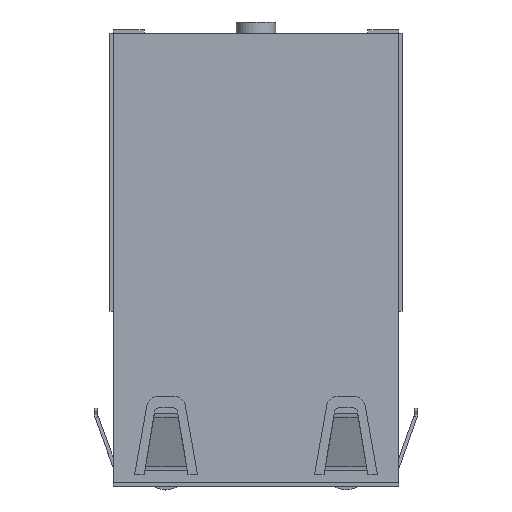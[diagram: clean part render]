
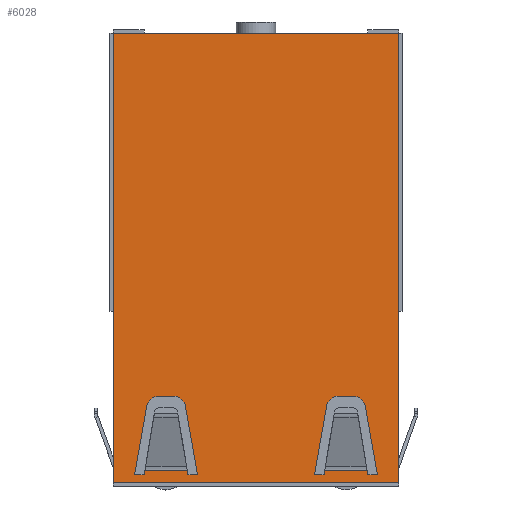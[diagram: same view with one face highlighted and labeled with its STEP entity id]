
A CAD part, top view. The second image highlights one B-rep face of the part: STEP entity #6028.
In plain terms, the highlighted free-form (B-spline) face has degree [1, 1] with [2, 2] control points.
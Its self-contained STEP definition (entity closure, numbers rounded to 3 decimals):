
#4882=CARTESIAN_POINT('',(-3.342,-21.67,7.378));
#4883=VERTEX_POINT('',#4882);
#4884=CARTESIAN_POINT('',(-3.89,-21.67,7.378));
#4885=VERTEX_POINT('',#4884);
#4886=CARTESIAN_POINT('',(-3.342,-21.67,7.378));
#4887=DIRECTION('',(-1.0,0.0,0.0));
#4888=VECTOR('',#4887,0.548);
#4889=LINE('',#4886,#4888);
#4890=EDGE_CURVE('',#4883,#4885,#4889,.T.);
#4922=CARTESIAN_POINT('',(-3.921,-21.42,7.378));
#4923=VERTEX_POINT('',#4922);
#4924=CARTESIAN_POINT('',(-3.89,-21.67,7.378));
#4925=DIRECTION('',(-0.124,0.992,0.0));
#4926=VECTOR('',#4925,0.252);
#4927=LINE('',#4924,#4926);
#4928=EDGE_CURVE('',#4885,#4923,#4927,.T.);
#4953=CARTESIAN_POINT('',(-6.359,-21.42,7.378));
#4954=VERTEX_POINT('',#4953);
#4955=CARTESIAN_POINT('',(-3.921,-21.42,7.378));
#4956=DIRECTION('',(-1.0,0.0,0.0));
#4957=VECTOR('',#4956,2.438);
#4958=LINE('',#4955,#4957);
#4959=EDGE_CURVE('',#4923,#4954,#4958,.T.);
#4984=CARTESIAN_POINT('',(-6.39,-21.67,7.378));
#4985=VERTEX_POINT('',#4984);
#4986=CARTESIAN_POINT('',(-6.359,-21.42,7.378));
#4987=DIRECTION('',(-0.124,-0.992,0.0));
#4988=VECTOR('',#4987,0.252);
#4989=LINE('',#4986,#4988);
#4990=EDGE_CURVE('',#4954,#4985,#4989,.T.);
#5015=CARTESIAN_POINT('',(-6.938,-21.67,7.378));
#5016=VERTEX_POINT('',#5015);
#5017=CARTESIAN_POINT('',(-6.39,-21.67,7.378));
#5018=DIRECTION('',(-1.0,0.0,0.0));
#5019=VECTOR('',#5018,0.548);
#5020=LINE('',#5017,#5019);
#5021=EDGE_CURVE('',#4985,#5016,#5020,.T.);
#5046=CARTESIAN_POINT('',(-6.257,-17.79,7.378));
#5047=VERTEX_POINT('',#5046);
#5048=CARTESIAN_POINT('',(-6.938,-21.67,7.378));
#5049=DIRECTION('',(0.173,0.985,0.0));
#5050=VECTOR('',#5049,3.939);
#5051=LINE('',#5048,#5050);
#5052=EDGE_CURVE('',#5016,#5047,#5051,.T.);
#5077=CARTESIAN_POINT('',(-5.519,-17.17,7.378));
#5078=VERTEX_POINT('',#5077);
#5079=CARTESIAN_POINT('',(-5.519,-17.92,7.378));
#5080=DIRECTION('',(0.0,0.0,-1.0));
#5081=DIRECTION('',(-0.643,0.766,0.0));
#5082=AXIS2_PLACEMENT_3D('',#5079,#5080,#5081);
#5083=CIRCLE('',#5082,0.75);
#5084=EDGE_CURVE('',#5047,#5078,#5083,.T.);
#5110=CARTESIAN_POINT('',(-4.761,-17.17,7.378));
#5111=VERTEX_POINT('',#5110);
#5112=CARTESIAN_POINT('',(-5.519,-17.17,7.378));
#5113=DIRECTION('',(1.0,0.0,0.0));
#5114=VECTOR('',#5113,0.758);
#5115=LINE('',#5112,#5114);
#5116=EDGE_CURVE('',#5078,#5111,#5115,.T.);
#5141=CARTESIAN_POINT('',(-4.023,-17.79,7.378));
#5142=VERTEX_POINT('',#5141);
#5143=CARTESIAN_POINT('',(-4.761,-17.92,7.378));
#5144=DIRECTION('',(0.0,0.0,-1.0));
#5145=DIRECTION('',(0.643,0.766,0.0));
#5146=AXIS2_PLACEMENT_3D('',#5143,#5144,#5145);
#5147=CIRCLE('',#5146,0.75);
#5148=EDGE_CURVE('',#5111,#5142,#5147,.T.);
#5174=CARTESIAN_POINT('',(-4.023,-17.79,7.378));
#5175=DIRECTION('',(0.173,-0.985,0.0));
#5176=VECTOR('',#5175,3.939);
#5177=LINE('',#5174,#5176);
#5178=EDGE_CURVE('',#5142,#4883,#5177,.T.);
#5196=CARTESIAN_POINT('',(6.938,-21.67,7.378));
#5197=VERTEX_POINT('',#5196);
#5198=CARTESIAN_POINT('',(6.39,-21.67,7.378));
#5199=VERTEX_POINT('',#5198);
#5200=CARTESIAN_POINT('',(6.938,-21.67,7.378));
#5201=DIRECTION('',(-1.0,0.0,0.0));
#5202=VECTOR('',#5201,0.548);
#5203=LINE('',#5200,#5202);
#5204=EDGE_CURVE('',#5197,#5199,#5203,.T.);
#5236=CARTESIAN_POINT('',(6.359,-21.42,7.378));
#5237=VERTEX_POINT('',#5236);
#5238=CARTESIAN_POINT('',(6.39,-21.67,7.378));
#5239=DIRECTION('',(-0.124,0.992,0.0));
#5240=VECTOR('',#5239,0.252);
#5241=LINE('',#5238,#5240);
#5242=EDGE_CURVE('',#5199,#5237,#5241,.T.);
#5267=CARTESIAN_POINT('',(3.921,-21.42,7.378));
#5268=VERTEX_POINT('',#5267);
#5269=CARTESIAN_POINT('',(6.359,-21.42,7.378));
#5270=DIRECTION('',(-1.0,0.0,0.0));
#5271=VECTOR('',#5270,2.438);
#5272=LINE('',#5269,#5271);
#5273=EDGE_CURVE('',#5237,#5268,#5272,.T.);
#5298=CARTESIAN_POINT('',(3.89,-21.67,7.378));
#5299=VERTEX_POINT('',#5298);
#5300=CARTESIAN_POINT('',(3.921,-21.42,7.378));
#5301=DIRECTION('',(-0.124,-0.992,0.0));
#5302=VECTOR('',#5301,0.252);
#5303=LINE('',#5300,#5302);
#5304=EDGE_CURVE('',#5268,#5299,#5303,.T.);
#5329=CARTESIAN_POINT('',(3.342,-21.67,7.378));
#5330=VERTEX_POINT('',#5329);
#5331=CARTESIAN_POINT('',(3.89,-21.67,7.378));
#5332=DIRECTION('',(-1.0,0.0,0.0));
#5333=VECTOR('',#5332,0.548);
#5334=LINE('',#5331,#5333);
#5335=EDGE_CURVE('',#5299,#5330,#5334,.T.);
#5360=CARTESIAN_POINT('',(4.023,-17.79,7.378));
#5361=VERTEX_POINT('',#5360);
#5362=CARTESIAN_POINT('',(3.342,-21.67,7.378));
#5363=DIRECTION('',(0.173,0.985,0.0));
#5364=VECTOR('',#5363,3.939);
#5365=LINE('',#5362,#5364);
#5366=EDGE_CURVE('',#5330,#5361,#5365,.T.);
#5391=CARTESIAN_POINT('',(4.761,-17.17,7.378));
#5392=VERTEX_POINT('',#5391);
#5393=CARTESIAN_POINT('',(4.761,-17.92,7.378));
#5394=DIRECTION('',(0.0,0.0,-1.0));
#5395=DIRECTION('',(-0.643,0.766,0.0));
#5396=AXIS2_PLACEMENT_3D('',#5393,#5394,#5395);
#5397=CIRCLE('',#5396,0.75);
#5398=EDGE_CURVE('',#5361,#5392,#5397,.T.);
#5424=CARTESIAN_POINT('',(5.519,-17.17,7.378));
#5425=VERTEX_POINT('',#5424);
#5426=CARTESIAN_POINT('',(4.761,-17.17,7.378));
#5427=DIRECTION('',(1.0,0.0,0.0));
#5428=VECTOR('',#5427,0.758);
#5429=LINE('',#5426,#5428);
#5430=EDGE_CURVE('',#5392,#5425,#5429,.T.);
#5455=CARTESIAN_POINT('',(6.257,-17.79,7.378));
#5456=VERTEX_POINT('',#5455);
#5457=CARTESIAN_POINT('',(5.519,-17.92,7.378));
#5458=DIRECTION('',(0.0,0.0,-1.0));
#5459=DIRECTION('',(0.643,0.766,0.0));
#5460=AXIS2_PLACEMENT_3D('',#5457,#5458,#5459);
#5461=CIRCLE('',#5460,0.75);
#5462=EDGE_CURVE('',#5425,#5456,#5461,.T.);
#5488=CARTESIAN_POINT('',(6.257,-17.79,7.378));
#5489=DIRECTION('',(0.173,-0.985,0.0));
#5490=VECTOR('',#5489,3.939);
#5491=LINE('',#5488,#5490);
#5492=EDGE_CURVE('',#5456,#5197,#5491,.T.);
#5901=CARTESIAN_POINT('',(8.145,-22.12,7.378));
#5902=VERTEX_POINT('',#5901);
#5909=CARTESIAN_POINT('',(-8.145,-22.12,7.378));
#5910=VERTEX_POINT('',#5909);
#5911=CARTESIAN_POINT('',(8.145,-22.12,7.378));
#5912=DIRECTION('',(-1.0,0.0,0.0));
#5913=VECTOR('',#5912,16.29);
#5914=LINE('',#5911,#5913);
#5915=EDGE_CURVE('',#5902,#5910,#5914,.T.);
#5974=CARTESIAN_POINT('',(8.145,-22.12,7.378));
#5975=CARTESIAN_POINT('',(-8.145,-22.12,7.378));
#5976=CARTESIAN_POINT('',(8.145,3.58,7.378));
#5977=CARTESIAN_POINT('',(-8.145,3.58,7.378));
#5978=B_SPLINE_SURFACE_WITH_KNOTS('',1,1,((#5974,#5976),(#5975,#5977)),.UNSPECIFIED.,.F.,.F.,.U.,(2,2),(2,2),(0.0,16.29),(0.0,25.7),.UNSPECIFIED.);
#5979=ORIENTED_EDGE('',*,*,#5915,.F.);
#5980=CARTESIAN_POINT('',(8.145,3.58,7.378));
#5981=VERTEX_POINT('',#5980);
#5982=CARTESIAN_POINT('',(8.145,3.58,7.378));
#5983=DIRECTION('',(0.0,-1.0,0.0));
#5984=VECTOR('',#5983,25.7);
#5985=LINE('',#5982,#5984);
#5986=EDGE_CURVE('',#5981,#5902,#5985,.T.);
#5987=ORIENTED_EDGE('',*,*,#5986,.F.);
#5988=CARTESIAN_POINT('',(-8.145,3.58,7.378));
#5989=VERTEX_POINT('',#5988);
#5990=CARTESIAN_POINT('',(-8.145,3.58,7.378));
#5991=DIRECTION('',(1.0,0.0,0.0));
#5992=VECTOR('',#5991,16.29);
#5993=LINE('',#5990,#5992);
#5994=EDGE_CURVE('',#5989,#5981,#5993,.T.);
#5995=ORIENTED_EDGE('',*,*,#5994,.F.);
#5996=CARTESIAN_POINT('',(-8.145,-22.12,7.378));
#5997=DIRECTION('',(0.0,1.0,0.0));
#5998=VECTOR('',#5997,25.7);
#5999=LINE('',#5996,#5998);
#6000=EDGE_CURVE('',#5910,#5989,#5999,.T.);
#6001=ORIENTED_EDGE('',*,*,#6000,.F.);
#6002=EDGE_LOOP('',(#5979,#5987,#5995,#6001));
#6003=FACE_OUTER_BOUND('',#6002,.T.);
#6004=ORIENTED_EDGE('',*,*,#4890,.T.);
#6005=ORIENTED_EDGE('',*,*,#4928,.T.);
#6006=ORIENTED_EDGE('',*,*,#4959,.T.);
#6007=ORIENTED_EDGE('',*,*,#4990,.T.);
#6008=ORIENTED_EDGE('',*,*,#5021,.T.);
#6009=ORIENTED_EDGE('',*,*,#5052,.T.);
#6010=ORIENTED_EDGE('',*,*,#5084,.T.);
#6011=ORIENTED_EDGE('',*,*,#5116,.T.);
#6012=ORIENTED_EDGE('',*,*,#5148,.T.);
#6013=ORIENTED_EDGE('',*,*,#5178,.T.);
#6014=EDGE_LOOP('',(#6004,#6005,#6006,#6007,#6008,#6009,#6010,#6011,#6012,#6013));
#6015=FACE_BOUND('',#6014,.T.);
#6016=ORIENTED_EDGE('',*,*,#5204,.T.);
#6017=ORIENTED_EDGE('',*,*,#5242,.T.);
#6018=ORIENTED_EDGE('',*,*,#5273,.T.);
#6019=ORIENTED_EDGE('',*,*,#5304,.T.);
#6020=ORIENTED_EDGE('',*,*,#5335,.T.);
#6021=ORIENTED_EDGE('',*,*,#5366,.T.);
#6022=ORIENTED_EDGE('',*,*,#5398,.T.);
#6023=ORIENTED_EDGE('',*,*,#5430,.T.);
#6024=ORIENTED_EDGE('',*,*,#5462,.T.);
#6025=ORIENTED_EDGE('',*,*,#5492,.T.);
#6026=EDGE_LOOP('',(#6016,#6017,#6018,#6019,#6020,#6021,#6022,#6023,#6024,#6025));
#6027=FACE_BOUND('',#6026,.T.);
#6028=ADVANCED_FACE('',(#6003,#6015,#6027),#5978,.F.);
